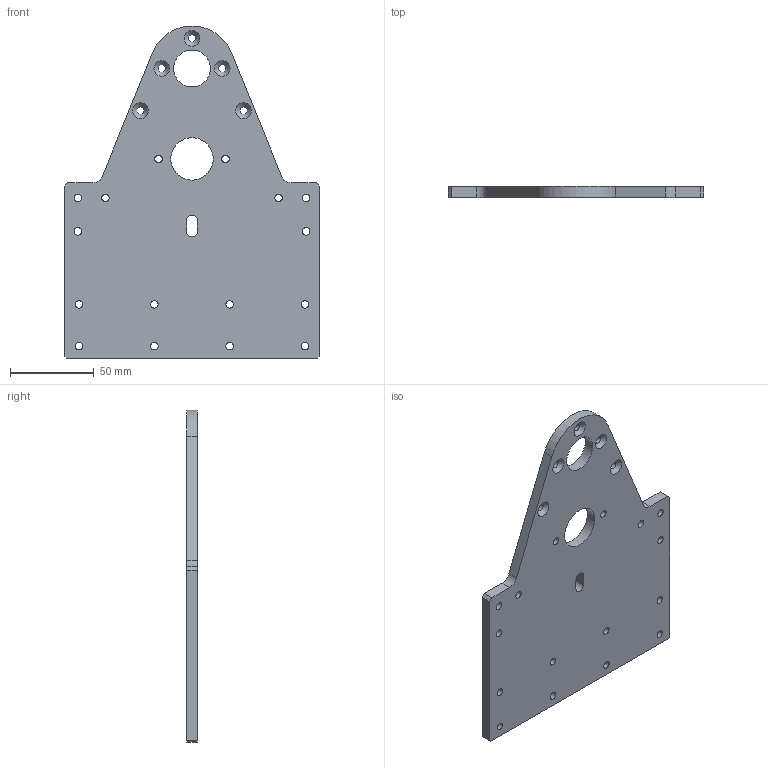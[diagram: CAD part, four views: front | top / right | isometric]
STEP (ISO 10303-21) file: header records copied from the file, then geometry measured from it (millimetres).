
FILE_DESCRIPTION(/* description */ ('MAIN PLATE'),/* implementation_level */ '2;1');
FILE_NAME(/* name */ 'OH3A3-120_MAIN PLATE_-_V50.step',/* time_stamp */ '2023-06-02T19:38:57-05:00',/* author */ (''),/* organization */ (''),/* preprocessor_version */ 'ST-DEVELOPER v19.2',/* originating_system */ 'Autodesk Translation Framework v12.4.0.73',/* authorisation */ '');
FILE_SCHEMA (('AUTOMOTIVE_DESIGN { 1 0 10303 214 3 1 1 }'));
Length unit declared in the file: millimetre
Products named in the file (1): OH3A3-120
Bounding box: 152.4 x 6.35 x 198.29 mm (x, y, z)
Volume: 135079.1 mm3; surface area: 49591.6 mm2
Topology: 1 solids, 1 shells, 48 faces, 133 edges, 87 vertices
Faces by surface type: cylinder 28, plane 15, cone 5
Full cylindrical faces by diameter (mm): 4.496 x2, 4.5 x19, 22 x1, 25.4 x1
Entity records: 1694 total; most frequent: DIRECTION 292, CARTESIAN_POINT 269, ORIENTED_EDGE 266, EDGE_CURVE 133, AXIS2_PLACEMENT_3D 110, EDGE_LOOP 96, VERTEX_POINT 87, LINE 72
